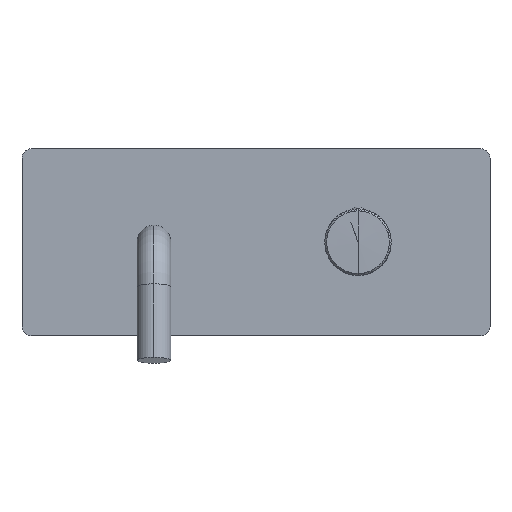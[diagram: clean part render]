
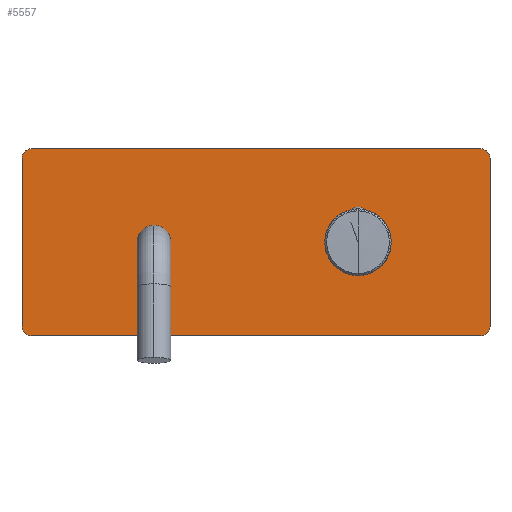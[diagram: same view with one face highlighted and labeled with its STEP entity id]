
A CAD part, top view. The second image highlights one B-rep face of the part: STEP entity #5557.
In plain terms, the highlighted planar face has unit normal (0, 0, 1).
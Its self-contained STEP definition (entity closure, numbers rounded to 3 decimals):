
#52=CARTESIAN_POINT('',(0.,0.,50.));
#53=DIRECTION('',(0.,0.,-1.));
#54=DIRECTION('',(1.,0.,0.));
#55=AXIS2_PLACEMENT_3D('',#52,#53,#54);
#70=CARTESIAN_POINT('',(65.5,45.,50.));
#71=DIRECTION('',(0.,0.,1.));
#72=DIRECTION('',(1.,0.,0.));
#73=AXIS2_PLACEMENT_3D('',#70,#71,#72);
#75=DIRECTION('',(0.,1.,0.));
#76=VECTOR('',#75,90.);
#77=CARTESIAN_POINT('',(70.5,-45.,50.));
#78=LINE('',#77,#76);
#79=CARTESIAN_POINT('',(65.5,-45.,50.));
#80=DIRECTION('',(0.,0.,1.));
#81=DIRECTION('',(0.,-1.,0.));
#82=AXIS2_PLACEMENT_3D('',#79,#80,#81);
#84=DIRECTION('',(1.,0.,0.));
#85=VECTOR('',#84,240.);
#86=CARTESIAN_POINT('',(-174.5,-50.,50.));
#87=LINE('',#86,#85);
#88=CARTESIAN_POINT('',(-174.5,-45.,50.));
#89=DIRECTION('',(0.,0.,1.));
#90=DIRECTION('',(-1.,0.,0.));
#91=AXIS2_PLACEMENT_3D('',#88,#89,#90);
#93=DIRECTION('',(0.,-1.,0.));
#94=VECTOR('',#93,90.);
#95=CARTESIAN_POINT('',(-179.5,45.,50.));
#96=LINE('',#95,#94);
#97=CARTESIAN_POINT('',(-174.5,45.,50.));
#98=DIRECTION('',(0.,0.,1.));
#99=DIRECTION('',(0.,1.,0.));
#100=AXIS2_PLACEMENT_3D('',#97,#98,#99);
#102=DIRECTION('',(-1.,0.,0.));
#103=VECTOR('',#102,240.);
#104=CARTESIAN_POINT('',(65.5,50.,50.));
#105=LINE('',#104,#103);
#106=CARTESIAN_POINT('',(-109.,0.,50.));
#107=DIRECTION('',(0.,0.,1.));
#108=DIRECTION('',(0.,-1.,0.));
#109=AXIS2_PLACEMENT_3D('',#106,#107,#108);
#111=CARTESIAN_POINT('',(-109.,0.,50.));
#112=DIRECTION('',(0.,0.,1.));
#113=DIRECTION('',(0.,1.,0.));
#114=AXIS2_PLACEMENT_3D('',#111,#112,#113);
#184=CARTESIAN_POINT('',(0.,0.,50.));
#185=DIRECTION('',(0.,0.,-1.));
#186=DIRECTION('',(-1.,0.,0.));
#187=AXIS2_PLACEMENT_3D('',#184,#185,#186);
#4515=CARTESIAN_POINT('',(70.5,45.,50.));
#4516=VERTEX_POINT('',#4515);
#4517=CARTESIAN_POINT('',(65.5,50.,50.));
#4518=VERTEX_POINT('',#4517);
#4523=CARTESIAN_POINT('',(-174.5,50.,50.));
#4524=VERTEX_POINT('',#4523);
#4525=CARTESIAN_POINT('',(-179.5,45.,50.));
#4526=VERTEX_POINT('',#4525);
#4531=CARTESIAN_POINT('',(-179.5,-45.,50.));
#4532=VERTEX_POINT('',#4531);
#4533=CARTESIAN_POINT('',(-174.5,-50.,50.));
#4534=VERTEX_POINT('',#4533);
#4539=CARTESIAN_POINT('',(65.5,-50.,50.));
#4540=VERTEX_POINT('',#4539);
#4541=CARTESIAN_POINT('',(70.5,-45.,50.));
#4542=VERTEX_POINT('',#4541);
#4559=CARTESIAN_POINT('',(-109.,-9.,50.));
#4560=CARTESIAN_POINT('',(-109.,9.,50.));
#4561=VERTEX_POINT('',#4559);
#4562=VERTEX_POINT('',#4560);
#5370=CARTESIAN_POINT('',(-17.6,0.,50.));
#5371=CARTESIAN_POINT('',(17.6,0.,50.));
#5372=VERTEX_POINT('',#5370);
#5373=VERTEX_POINT('',#5371);
#5523=CARTESIAN_POINT('',(0.,0.,50.));
#5524=DIRECTION('',(0.,0.,1.));
#5525=DIRECTION('',(1.,0.,0.));
#5526=AXIS2_PLACEMENT_3D('',#5523,#5524,#5525);
#5527=PLANE('',#5526);
#5529=ORIENTED_EDGE('',*,*,#5528,.F.);
#5531=ORIENTED_EDGE('',*,*,#5530,.F.);
#5533=ORIENTED_EDGE('',*,*,#5532,.F.);
#5535=ORIENTED_EDGE('',*,*,#5534,.F.);
#5537=ORIENTED_EDGE('',*,*,#5536,.F.);
#5539=ORIENTED_EDGE('',*,*,#5538,.F.);
#5541=ORIENTED_EDGE('',*,*,#5540,.F.);
#5543=ORIENTED_EDGE('',*,*,#5542,.F.);
#5544=EDGE_LOOP('',(#5529,#5531,#5533,#5535,#5537,#5539,#5541,#5543));
#5545=FACE_OUTER_BOUND('',#5544,.F.);
#5547=ORIENTED_EDGE('',*,*,#5546,.F.);
#5548=ORIENTED_EDGE('',*,*,#5506,.F.);
#5549=EDGE_LOOP('',(#5547,#5548));
#5550=FACE_BOUND('',#5549,.F.);
#5552=ORIENTED_EDGE('',*,*,#5551,.T.);
#5554=ORIENTED_EDGE('',*,*,#5553,.T.);
#5555=EDGE_LOOP('',(#5552,#5554));
#5556=FACE_BOUND('',#5555,.F.);
#5557=ADVANCED_FACE('',(#5545,#5550,#5556),#5527,.T.);
#56=CIRCLE('',#55,17.6);
#74=CIRCLE('',#73,5.);
#83=CIRCLE('',#82,5.);
#92=CIRCLE('',#91,5.);
#101=CIRCLE('',#100,5.);
#110=CIRCLE('',#109,9.);
#115=CIRCLE('',#114,9.);
#188=CIRCLE('',#187,17.6);
#5506=EDGE_CURVE('',#5373,#5372,#56,.T.);
#5528=EDGE_CURVE('',#4516,#4518,#74,.T.);
#5530=EDGE_CURVE('',#4542,#4516,#78,.T.);
#5532=EDGE_CURVE('',#4540,#4542,#83,.T.);
#5534=EDGE_CURVE('',#4534,#4540,#87,.T.);
#5536=EDGE_CURVE('',#4532,#4534,#92,.T.);
#5538=EDGE_CURVE('',#4526,#4532,#96,.T.);
#5540=EDGE_CURVE('',#4524,#4526,#101,.T.);
#5542=EDGE_CURVE('',#4518,#4524,#105,.T.);
#5546=EDGE_CURVE('',#5372,#5373,#188,.T.);
#5551=EDGE_CURVE('',#4561,#4562,#110,.T.);
#5553=EDGE_CURVE('',#4562,#4561,#115,.T.);
